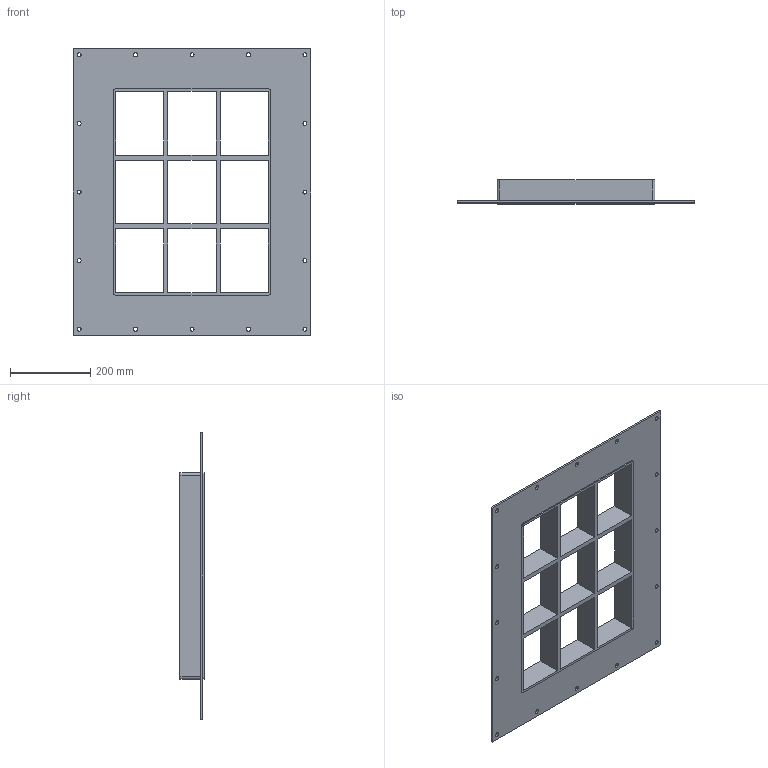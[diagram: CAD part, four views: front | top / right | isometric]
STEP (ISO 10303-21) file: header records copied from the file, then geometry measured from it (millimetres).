
FILE_DESCRIPTION((''),'2;1');
FILE_NAME('GHFL1004+4+4X3.stp','2014-03-10T22:16:59',(''),(''),'Autodesk Inventor 2013','Autodesk Inventor 2013','');
FILE_SCHEMA(('AUTOMOTIVE_DESIGN { 1 0 10303 214 1 1 1 1 }'));
Length unit declared in the file: millimetre
Products named in the file (1): GH FL100
Bounding box: 593.5 x 60 x 714.5 mm (x, y, z)
Volume: 3089071.4 mm3; surface area: 918262.4 mm2
Topology: 1 solids, 1 shells, 76 faces, 232 edges, 160 vertices
Faces by surface type: plane 52, cylinder 24
Full cylindrical faces by diameter (mm): 10 x16
Entity records: 2514 total; most frequent: CARTESIAN_POINT 421, DIRECTION 402, ORIENTED_EDGE 400, EDGE_CURVE 200, VECTOR 152, LINE 152, VERTEX_POINT 144, EDGE_LOOP 144
